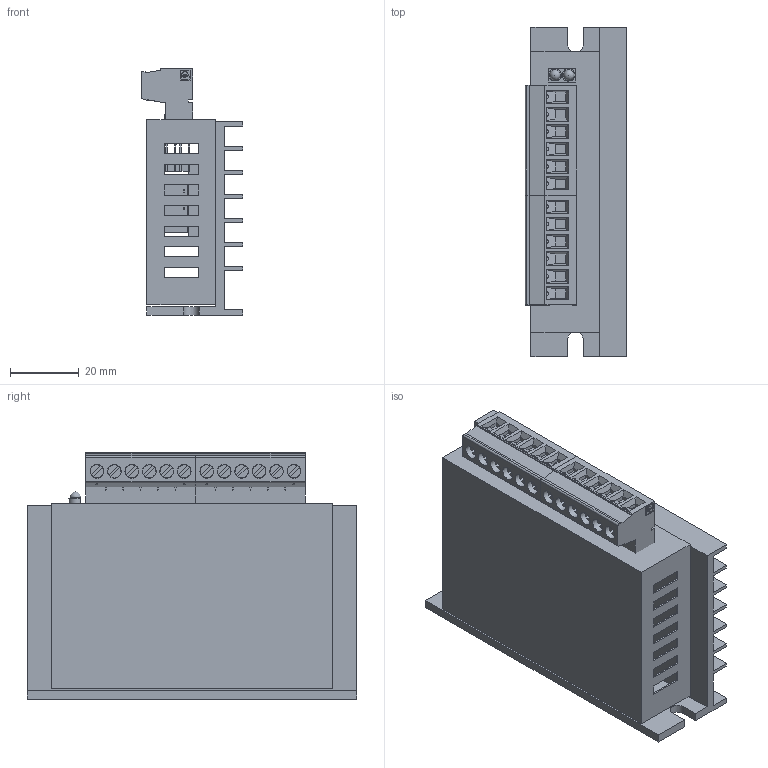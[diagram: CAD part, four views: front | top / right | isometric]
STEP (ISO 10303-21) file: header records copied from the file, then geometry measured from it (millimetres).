
FILE_DESCRIPTION(/* description */ (''),/* implementation_level */ '2;1');
FILE_NAME(/* name */ 'TB6600.step',/* time_stamp */ '2020-04-14T17:07:17+01:00',/* author */ (''),/* organization */ (''),/* preprocessor_version */ 'ST-DEVELOPER v18.1',/* originating_system */ 'Autodesk Translation Framework v9.2.0.1227',/* authorisation */ '');
FILE_SCHEMA (('AUTOMOTIVE_DESIGN { 1 0 10303 214 3 1 1 }'));
Length unit declared in the file: millimetre
Products named in the file (8): TB6600; RS 1786213; LED 3mm sli-343p8g3f v1; sli-343p8g3f; sli-343p8g3f_1; sli-343p8g3f_2; sli-343p8g3f_3; RS A6E-6104 v1
Assembly tree (9 placements, depth 4):
  TB6600
    RS 1786213  x2
    LED 3mm sli-343p8g3f v1  x2
      sli-343p8g3f
        sli-343p8g3f_1
        sli-343p8g3f_2
        sli-343p8g3f_3
    RS A6E-6104 v1
Bounding box: 29.7 x 96 x 71.83 mm (x, y, z)
Volume: 40952.2 mm3; surface area: 60166.2 mm2
Topology: 11 solids, 11 shells, 1036 faces, 2622 edges, 1718 vertices
Faces by surface type: plane 906, cylinder 108, cone 16, bspline 4, sphere 2
Full cylindrical faces by diameter (mm): 0.457 x2, 2.8 x10, 3.1 x2, 3.8 x12, 4 x12
Entity records: 19597 total; most frequent: CARTESIAN_POINT 3360, ORIENTED_EDGE 3202, DIRECTION 3067, EDGE_CURVE 1601, LINE 1409, VECTOR 1409, VERTEX_POINT 1056, AXIS2_PLACEMENT_3D 829
